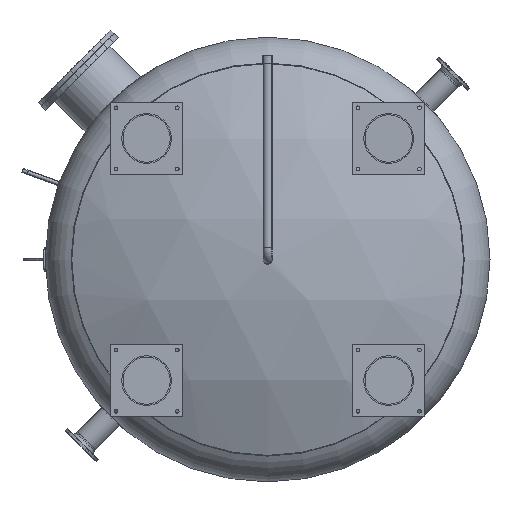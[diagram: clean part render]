
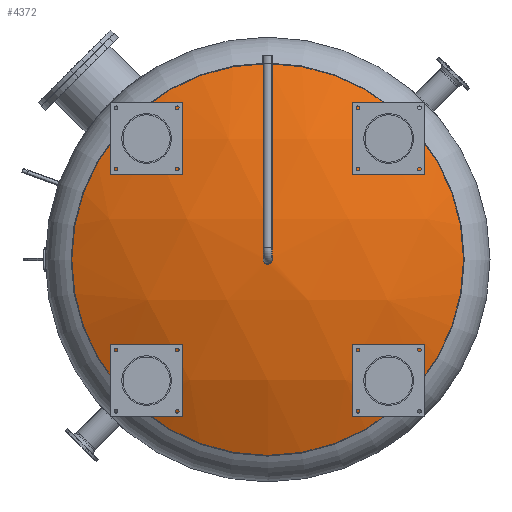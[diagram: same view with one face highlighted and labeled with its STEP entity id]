
A CAD part, front view. The second image highlights one B-rep face of the part: STEP entity #4372.
In plain terms, the highlighted spherical face has radius 2910.3 mm.
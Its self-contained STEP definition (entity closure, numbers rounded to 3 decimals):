
#401=FACE_BOUND('',#842,.T.);
#574=SPHERICAL_SURFACE('',#5104,2910.3);
#601=FACE_OUTER_BOUND('',#841,.T.);
#841=EDGE_LOOP('',(#3032,#3033));
#842=EDGE_LOOP('',(#3034));
#1715=CIRCLE('',#5095,30.15);
#1717=CIRCLE('',#5098,1281.982);
#1718=CIRCLE('',#5099,1281.982);
#2002=VERTEX_POINT('',#7122);
#2004=VERTEX_POINT('',#7128);
#2005=VERTEX_POINT('',#7129);
#2414=EDGE_CURVE('',#2002,#2002,#1715,.T.);
#2417=EDGE_CURVE('',#2004,#2005,#1717,.T.);
#2418=EDGE_CURVE('',#2005,#2004,#1718,.T.);
#3032=ORIENTED_EDGE('',*,*,#2417,.T.);
#3033=ORIENTED_EDGE('',*,*,#2418,.T.);
#3034=ORIENTED_EDGE('',*,*,#2414,.T.);
#4372=ADVANCED_FACE('',(#601,#401),#574,.T.);
#5095=AXIS2_PLACEMENT_3D('',#7123,#5721,#5722);
#5098=AXIS2_PLACEMENT_3D('',#7130,#5728,#5729);
#5099=AXIS2_PLACEMENT_3D('',#7131,#5730,#5731);
#5104=AXIS2_PLACEMENT_3D('',#7139,#5740,#5741);
#5721=DIRECTION('center_axis',(0.,-1.,0.));
#5722=DIRECTION('ref_axis',(1.,0.,0.));
#5728=DIRECTION('center_axis',(0.,1.,0.));
#5729=DIRECTION('ref_axis',(-1.,0.,0.));
#5730=DIRECTION('center_axis',(0.,1.,0.));
#5731=DIRECTION('ref_axis',(-1.,0.,0.));
#5740=DIRECTION('center_axis',(0.,0.,1.));
#5741=DIRECTION('ref_axis',(1.,0.,0.));
#7122=CARTESIAN_POINT('',(-30.15,607.807,0.));
#7123=CARTESIAN_POINT('Origin',(0.,607.807,0.));
#7128=CARTESIAN_POINT('',(-1281.982,310.396,0.));
#7129=CARTESIAN_POINT('',(0.,310.396,-1281.982));
#7130=CARTESIAN_POINT('Origin',(0.,310.396,
0.));
#7131=CARTESIAN_POINT('Origin',(0.,310.396,
0.));
#7139=CARTESIAN_POINT('Origin',(0.,-2302.337,0.));
